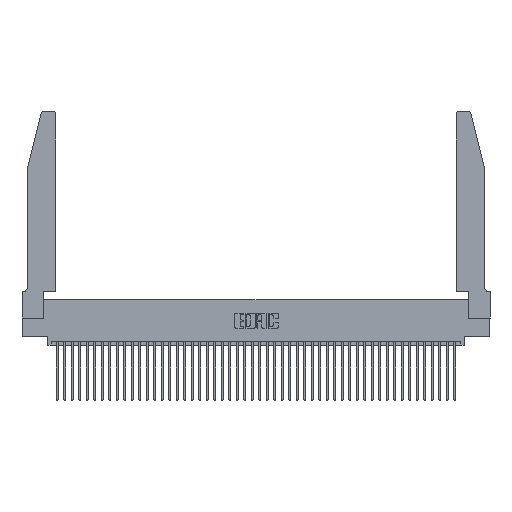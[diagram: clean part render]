
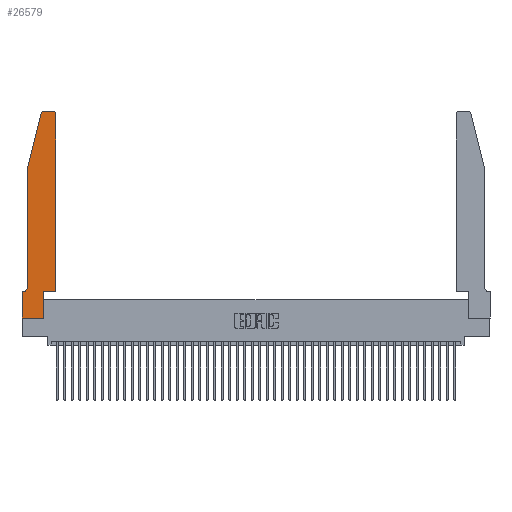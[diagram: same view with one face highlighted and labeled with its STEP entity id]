
A CAD part, top view. The second image highlights one B-rep face of the part: STEP entity #26579.
In plain terms, the highlighted planar face has unit normal (0, 0, 1).
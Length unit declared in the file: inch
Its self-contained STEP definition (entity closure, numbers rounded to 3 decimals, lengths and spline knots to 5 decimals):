
#216 = CARTESIAN_POINT ( 'NONE',  ( 0., 0., 0.37 ) ) ;
#247 = VERTEX_POINT ( 'NONE', #34192 ) ;
#1068 = VECTOR ( 'NONE', #45592, 39.37008 ) ;
#1069 = VECTOR ( 'NONE', #9491, 39.37008 ) ;
#1122 = VERTEX_POINT ( 'NONE', #18612 ) ;
#1282 = CARTESIAN_POINT ( 'NONE',  ( 0.4505, 2.72, 0.37 ) ) ;
#1434 = VERTEX_POINT ( 'NONE', #12659 ) ;
#1568 = PLANE ( 'NONE',  #20482 ) ;
#1933 = CARTESIAN_POINT ( 'NONE',  ( 0.4505, 0.35, 0.37 ) ) ;
#2069 = EDGE_CURVE ( 'NONE', #1434, #44956, #36645, .T. ) ;
#2092 = CARTESIAN_POINT ( 'NONE',  ( 0.0755, 0.35, 0.37 ) ) ;
#4584 = DIRECTION ( 'NONE',  ( 0., 1., 0. ) ) ;
#5181 = LINE ( 'NONE', #9970, #34485 ) ;
#6121 = ORIENTED_EDGE ( 'NONE', *, *, #43744, .T. ) ;
#6193 = ORIENTED_EDGE ( 'NONE', *, *, #2069, .T. ) ;
#6329 = DIRECTION ( 'NONE',  ( 0., 0., 1. ) ) ;
#6568 = ORIENTED_EDGE ( 'NONE', *, *, #39141, .T. ) ;
#6571 = VECTOR ( 'NONE', #33574, 39.37008 ) ;
#7056 = VECTOR ( 'NONE', #15858, 39.37008 ) ;
#7675 = CARTESIAN_POINT ( 'NONE',  ( 0.0055, 0.42, 0.37 ) ) ;
#8369 = VERTEX_POINT ( 'NONE', #15914 ) ;
#8580 = VERTEX_POINT ( 'NONE', #20237 ) ;
#9491 = DIRECTION ( 'NONE',  ( 0., -1., 0. ) ) ;
#9720 = VECTOR ( 'NONE', #33113, 39.37008 ) ;
#9730 = CIRCLE ( 'NONE', #39575, 0.03 ) ;
#9970 = CARTESIAN_POINT ( 'NONE',  ( 0.4505, 0.35, 0.37 ) ) ;
#10796 = ORIENTED_EDGE ( 'NONE', *, *, #27845, .T. ) ;
#10936 = CARTESIAN_POINT ( 'NONE',  ( 0.2865, 0.35, 0.37 ) ) ;
#10972 = LINE ( 'NONE', #26655, #1069 ) ;
#11771 = EDGE_CURVE ( 'NONE', #36443, #247, #9730, .T. ) ;
#12058 = DIRECTION ( 'NONE',  ( 0., 0., 1. ) ) ;
#12291 = CARTESIAN_POINT ( 'NONE',  ( 0.0755, 2., 0.37 ) ) ;
#12330 = CARTESIAN_POINT ( 'NONE',  ( 0.4505, 0.35, 0.37 ) ) ;
#12659 = CARTESIAN_POINT ( 'NONE',  ( 0.2865, 0., 0.37 ) ) ;
#15601 = ORIENTED_EDGE ( 'NONE', *, *, #21646, .T. ) ;
#15858 = DIRECTION ( 'NONE',  ( 0., -1., 0. ) ) ;
#15914 = CARTESIAN_POINT ( 'NONE',  ( 0.25487, 2.72718, 0.37 ) ) ;
#15995 = LINE ( 'NONE', #33887, #6571 ) ;
#16703 = DIRECTION ( 'NONE',  ( 1., 0., 0. ) ) ;
#17965 = ORIENTED_EDGE ( 'NONE', *, *, #18437, .T. ) ;
#18437 = EDGE_CURVE ( 'NONE', #41871, #1434, #44278, .T. ) ;
#18490 = AXIS2_PLACEMENT_3D ( 'NONE', #7675, #32362, #35317 ) ;
#18612 = CARTESIAN_POINT ( 'NONE',  ( 0.0055, 0.35, 0.37 ) ) ;
#18927 = VECTOR ( 'NONE', #34356, 39.37008 ) ;
#19135 = LINE ( 'NONE', #1933, #9720 ) ;
#20237 = CARTESIAN_POINT ( 'NONE',  ( 0., 0.35, 0.37 ) ) ;
#20340 = CARTESIAN_POINT ( 'NONE',  ( 0., 0., 0.37 ) ) ;
#20482 = AXIS2_PLACEMENT_3D ( 'NONE', #33673, #12058, #40325 ) ;
#20503 = ORIENTED_EDGE ( 'NONE', *, *, #20951, .T. ) ;
#20725 = CARTESIAN_POINT ( 'NONE',  ( 0.284, 2.72, 0.37 ) ) ;
#20951 = EDGE_CURVE ( 'NONE', #8369, #25208, #15995, .T. ) ;
#21006 = EDGE_CURVE ( 'NONE', #8580, #41871, #10972, .T. ) ;
#21138 = LINE ( 'NONE', #2092, #18927 ) ;
#21453 = CIRCLE ( 'NONE', #26295, 0.03 ) ;
#21646 = EDGE_CURVE ( 'NONE', #36584, #8369, #21453, .T. ) ;
#22454 = ORIENTED_EDGE ( 'NONE', *, *, #34331, .T. ) ;
#22640 = DIRECTION ( 'NONE',  ( 1., 0., 0. ) ) ;
#23075 = ORIENTED_EDGE ( 'NONE', *, *, #40907, .T. ) ;
#25208 = VERTEX_POINT ( 'NONE', #40416 ) ;
#26069 = CARTESIAN_POINT ( 'NONE',  ( 0.2865, 0.35, 0.37 ) ) ;
#26201 = CARTESIAN_POINT ( 'NONE',  ( 0.4205, 2.72, 0.37 ) ) ;
#26295 = AXIS2_PLACEMENT_3D ( 'NONE', #20725, #6329, #16703 ) ;
#26579 = ADVANCED_FACE ( 'NONE', ( #28056 ), #1568, .T. ) ;
#26655 = CARTESIAN_POINT ( 'NONE',  ( 0., 0., 0.37 ) ) ;
#27845 = EDGE_CURVE ( 'NONE', #44956, #35567, #19135, .T. ) ;
#28056 = FACE_OUTER_BOUND ( 'NONE', #33138, .T. ) ;
#30255 = ORIENTED_EDGE ( 'NONE', *, *, #11771, .T. ) ;
#30641 = CARTESIAN_POINT ( 'NONE',  ( 0.0755, 0.42, 0.37 ) ) ;
#31098 = DIRECTION ( 'NONE',  ( 0., 1., 0. ) ) ;
#31413 = CARTESIAN_POINT ( 'NONE',  ( 0.2605, 2.75, 0.37 ) ) ;
#31790 = CIRCLE ( 'NONE', #18490, 0.07 ) ;
#32362 = DIRECTION ( 'NONE',  ( 0., 0., -1. ) ) ;
#33029 = LINE ( 'NONE', #12291, #7056 ) ;
#33113 = DIRECTION ( 'NONE',  ( 1., 0., 0. ) ) ;
#33138 = EDGE_LOOP ( 'NONE', ( #40294, #15601, #20503, #22454, #6121, #23075, #33451, #17965, #6193, #10796, #6568, #30255 ) ) ;
#33451 = ORIENTED_EDGE ( 'NONE', *, *, #21006, .T. ) ;
#33574 = DIRECTION ( 'NONE',  ( -0.239, -0.971, 0. ) ) ;
#33673 = CARTESIAN_POINT ( 'NONE',  ( 0., 0.35, 0.37 ) ) ;
#33887 = CARTESIAN_POINT ( 'NONE',  ( 0.0755, 2., 0.37 ) ) ;
#34192 = CARTESIAN_POINT ( 'NONE',  ( 0.4205, 2.75, 0.37 ) ) ;
#34331 = EDGE_CURVE ( 'NONE', #25208, #35968, #33029, .T. ) ;
#34356 = DIRECTION ( 'NONE',  ( -1., 0., 0. ) ) ;
#34485 = VECTOR ( 'NONE', #31098, 39.37008 ) ;
#35317 = DIRECTION ( 'NONE',  ( -1., 0., 0. ) ) ;
#35567 = VERTEX_POINT ( 'NONE', #12330 ) ;
#35968 = VERTEX_POINT ( 'NONE', #30641 ) ;
#36443 = VERTEX_POINT ( 'NONE', #1282 ) ;
#36584 = VERTEX_POINT ( 'NONE', #44155 ) ;
#36645 = LINE ( 'NONE', #10936, #42683 ) ;
#37151 = DIRECTION ( 'NONE',  ( 0., 0., 1. ) ) ;
#38816 = DIRECTION ( 'NONE',  ( 1., 0., 0. ) ) ;
#39141 = EDGE_CURVE ( 'NONE', #35567, #36443, #5181, .T. ) ;
#39575 = AXIS2_PLACEMENT_3D ( 'NONE', #26201, #37151, #22640 ) ;
#39905 = VECTOR ( 'NONE', #38816, 39.37008 ) ;
#40294 = ORIENTED_EDGE ( 'NONE', *, *, #42421, .T. ) ;
#40325 = DIRECTION ( 'NONE',  ( 1., 0., 0. ) ) ;
#40416 = CARTESIAN_POINT ( 'NONE',  ( 0.0755, 2., 0.37 ) ) ;
#40845 = LINE ( 'NONE', #31413, #1068 ) ;
#40907 = EDGE_CURVE ( 'NONE', #1122, #8580, #21138, .T. ) ;
#41871 = VERTEX_POINT ( 'NONE', #20340 ) ;
#42421 = EDGE_CURVE ( 'NONE', #247, #36584, #40845, .T. ) ;
#42683 = VECTOR ( 'NONE', #4584, 39.37008 ) ;
#43744 = EDGE_CURVE ( 'NONE', #35968, #1122, #31790, .T. ) ;
#44155 = CARTESIAN_POINT ( 'NONE',  ( 0.284, 2.75, 0.37 ) ) ;
#44278 = LINE ( 'NONE', #216, #39905 ) ;
#44956 = VERTEX_POINT ( 'NONE', #26069 ) ;
#45592 = DIRECTION ( 'NONE',  ( -1., 0., 0. ) ) ;
